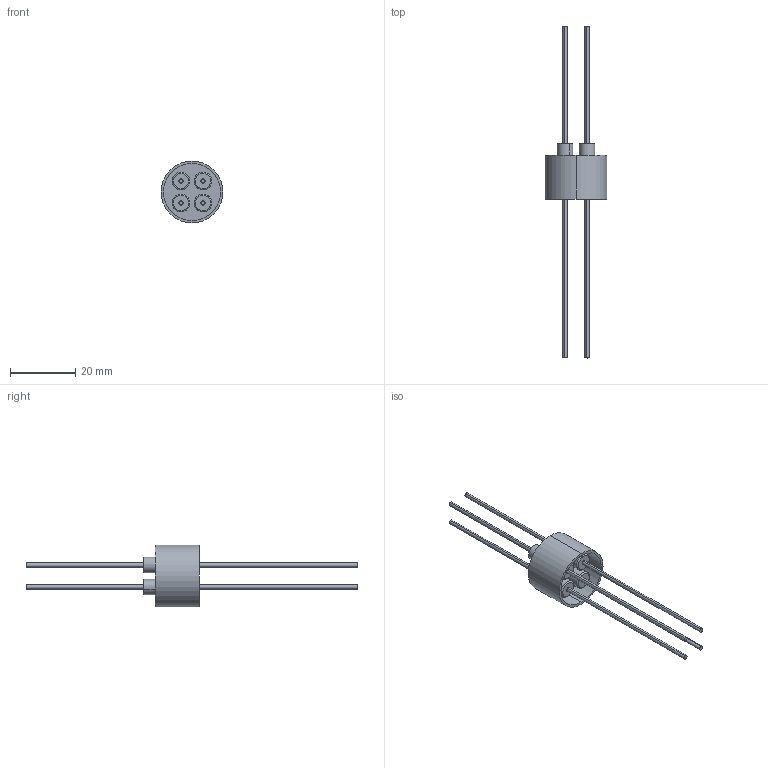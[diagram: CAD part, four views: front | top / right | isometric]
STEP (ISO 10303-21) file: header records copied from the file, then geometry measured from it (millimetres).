
FILE_DESCRIPTION (( 'STEP AP203' ), '1' );
FILE_NAME ('A0088-2-W.STEP', '2013-05-09T12:18:00', ( '' ), ( '' ), 'SwSTEP 2.0', 'SolidWorks 2012', '' );
FILE_SCHEMA (( 'CONFIG_CONTROL_DESIGN' ));
Length unit declared in the file: inch
Products named in the file (1): A0088-2-W
Bounding box: 18.97 x 101.6 x 18.97 mm (x, y, z)
Volume: 2310.8 mm3; surface area: 4566.4 mm2
Topology: 1 solids, 5 shells, 119 faces, 244 edges, 152 vertices
Faces by surface type: cylinder 68, plane 27, cone 16, torus 8
Entity records: 3269 total; most frequent: DIRECTION 644, CARTESIAN_POINT 516, ORIENTED_EDGE 488, AXIS2_PLACEMENT_3D 280, EDGE_CURVE 244, CIRCLE 160, VERTEX_POINT 152, EDGE_LOOP 144
